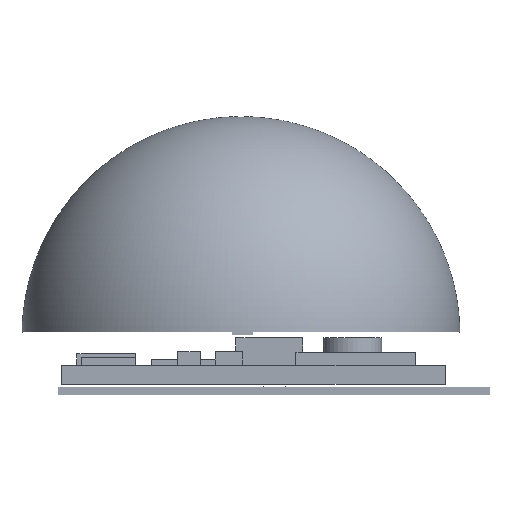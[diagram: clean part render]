
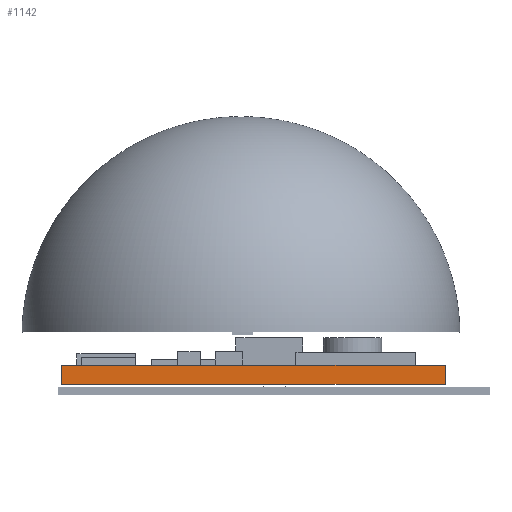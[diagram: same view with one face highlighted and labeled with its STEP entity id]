
A CAD part, front view. The second image highlights one B-rep face of the part: STEP entity #1142.
In plain terms, the highlighted planar face has unit normal (0, -1, 0).
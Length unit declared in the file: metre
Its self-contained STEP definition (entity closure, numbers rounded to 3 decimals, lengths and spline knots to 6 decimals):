
#233=ORIENTED_EDGE('',*,*,#454,.F.);
#234=ORIENTED_EDGE('',*,*,#453,.F.);
#235=ORIENTED_EDGE('',*,*,#455,.T.);
#236=ORIENTED_EDGE('',*,*,#456,.T.);
#453=EDGE_CURVE('',#574,#573,#679,.T.);
#454=EDGE_CURVE('',#573,#575,#680,.T.);
#455=EDGE_CURVE('',#574,#576,#681,.T.);
#456=EDGE_CURVE('',#576,#575,#682,.T.);
#573=VERTEX_POINT('',#1880);
#574=VERTEX_POINT('',#1882);
#575=VERTEX_POINT('',#1886);
#576=VERTEX_POINT('',#1888);
#679=LINE('',#1883,#811);
#680=LINE('',#1885,#812);
#681=LINE('',#1887,#813);
#682=LINE('',#1889,#814);
#811=VECTOR('',#1571,1.);
#812=VECTOR('',#1574,1.);
#813=VECTOR('',#1575,1.);
#814=VECTOR('',#1576,1.);
#927=EDGE_LOOP('',(#233,#234,#235,#236));
#1005=FACE_BOUND('',#927,.T.);
#1073=PLANE('',#1383);
#1142=ADVANCED_FACE('',(#1005),#1073,.T.);
#1383=AXIS2_PLACEMENT_3D('',#1884,#1572,#1573);
#1571=DIRECTION('',(0.,0.,1.));
#1572=DIRECTION('',(0.,-1.,0.));
#1573=DIRECTION('',(0.,0.,-1.));
#1574=DIRECTION('',(1.,0.,0.));
#1575=DIRECTION('',(1.,0.,0.));
#1576=DIRECTION('',(0.,0.,1.));
#1880=CARTESIAN_POINT('',(-0.078794,-0.055926,0.));
#1882=CARTESIAN_POINT('',(-0.078794,-0.055926,-0.00889));
#1883=CARTESIAN_POINT('',(-0.078794,-0.055926,-0.00889));
#1884=CARTESIAN_POINT('',(0.010106,-0.055926,-0.00889));
#1885=CARTESIAN_POINT('',(0.010106,-0.055926,0.));
#1886=CARTESIAN_POINT('',(0.099006,-0.055926,0.));
#1887=CARTESIAN_POINT('',(0.010106,-0.055926,-0.00889));
#1888=CARTESIAN_POINT('',(0.099006,-0.055926,-0.00889));
#1889=CARTESIAN_POINT('',(0.099006,-0.055926,-0.00889));
